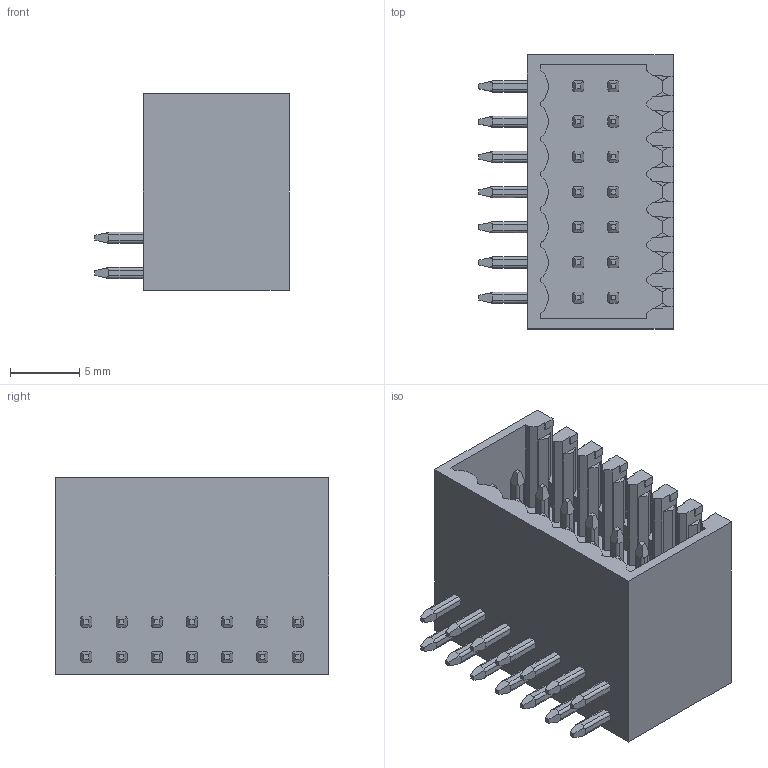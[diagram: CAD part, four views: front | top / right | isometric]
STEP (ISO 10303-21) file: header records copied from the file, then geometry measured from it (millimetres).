
FILE_DESCRIPTION((''),'2;1');
FILE_NAME('TLPHDC-020R','2024-10-16T16:55:58',('tluser'),(''),'CREO PARAMETRIC BY PTC INC, 2018100','CREO PARAMETRIC BY PTC INC, 2018100','');
FILE_SCHEMA(('CONFIG_CONTROL_DESIGN'));
Length unit declared in the file: millimetre
Products named in the file (1): TLPHDC-020R
Bounding box: 14 x 19.74 x 14.2 mm (x, y, z)
Volume: 1927.2 mm3; surface area: 2015.2 mm2
Topology: 1 solids, 1 shells, 528 faces, 1480 edges, 982 vertices
Faces by surface type: plane 409, cylinder 119
Entity records: 17672 total; most frequent: CARTESIAN_POINT 4334, ORIENTED_EDGE 2960, DIRECTION 2438, EDGE_CURVE 1480, VECTOR 1130, LINE 1130, VERTEX_POINT 982, AXIS2_PLACEMENT_3D 654
